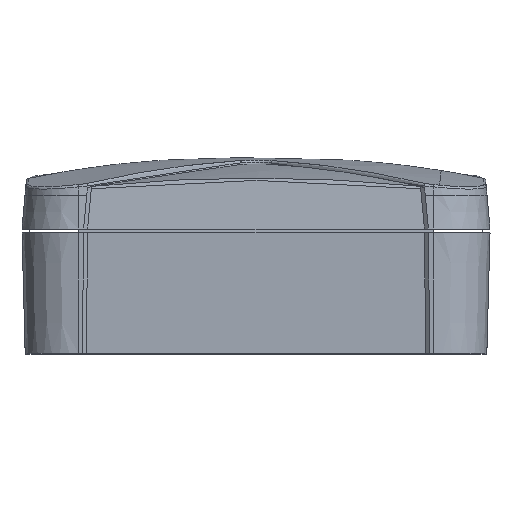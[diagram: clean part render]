
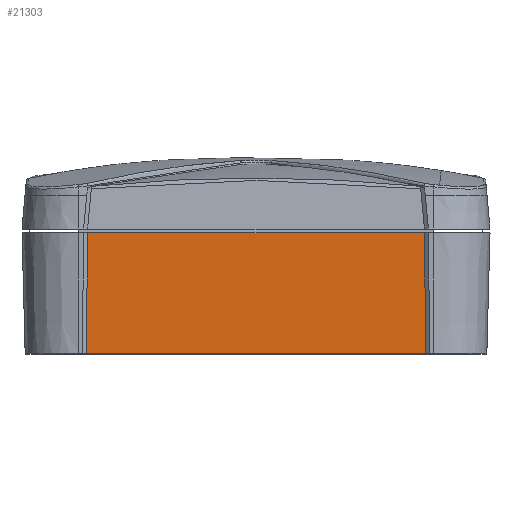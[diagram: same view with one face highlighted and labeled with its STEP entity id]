
A CAD part, top view. The second image highlights one B-rep face of the part: STEP entity #21303.
In plain terms, the highlighted planar face has unit normal (0, -0.026, 1).
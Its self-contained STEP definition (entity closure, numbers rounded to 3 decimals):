
#390 = LINE ( 'NONE', #1005, #12105 ) ;
#883 = DIRECTION ( 'NONE',  ( 0., -1., -0.026 ) ) ;
#942 = VECTOR ( 'NONE', #14563, 1000. ) ;
#1005 = CARTESIAN_POINT ( 'NONE',  ( -66.14, -3.311, 32.934 ) ) ;
#2662 = VERTEX_POINT ( 'NONE', #16139 ) ;
#2691 = VERTEX_POINT ( 'NONE', #30010 ) ;
#3917 = ORIENTED_EDGE ( 'NONE', *, *, #14783, .T. ) ;
#4438 = DIRECTION ( 'NONE',  ( 0., -0.026, 1. ) ) ;
#4652 = EDGE_LOOP ( 'NONE', ( #15910, #41543, #3917, #16969 ) ) ;
#10411 = EDGE_CURVE ( 'NONE', #18205, #2662, #41232, .T. ) ;
#12105 = VECTOR ( 'NONE', #13589, 1000. ) ;
#13589 = DIRECTION ( 'NONE',  ( 0.01, 1., 0.026 ) ) ;
#13725 = CARTESIAN_POINT ( 'NONE',  ( -66.14, -19.611, 32.507 ) ) ;
#14563 = DIRECTION ( 'NONE',  ( 1., 0., 0. ) ) ;
#14783 = EDGE_CURVE ( 'NONE', #38105, #2691, #26740, .T. ) ;
#15075 = CARTESIAN_POINT ( 'NONE',  ( -20.655, -3.311, 32.934 ) ) ;
#15910 = ORIENTED_EDGE ( 'NONE', *, *, #10411, .T. ) ;
#16139 = CARTESIAN_POINT ( 'NONE',  ( -66.14, -3.311, 32.934 ) ) ;
#16969 = ORIENTED_EDGE ( 'NONE', *, *, #27677, .T. ) ;
#17451 = FACE_OUTER_BOUND ( 'NONE', #4652, .T. ) ;
#18205 = VERTEX_POINT ( 'NONE', #15075 ) ;
#18344 = CARTESIAN_POINT ( 'NONE',  ( -66.14, -3.311, 32.934 ) ) ;
#19184 = DIRECTION ( 'NONE',  ( -0.01, 1., 0.026 ) ) ;
#21303 = ADVANCED_FACE ( 'NONE', ( #17451 ), #26706, .T. ) ;
#24014 = EDGE_CURVE ( 'NONE', #38105, #2662, #390, .T. ) ;
#24455 = DIRECTION ( 'NONE',  ( -1., 0., 0. ) ) ;
#26706 = PLANE ( 'NONE',  #41491 ) ;
#26740 = LINE ( 'NONE', #13725, #942 ) ;
#27677 = EDGE_CURVE ( 'NONE', #2691, #18205, #32437, .T. ) ;
#30010 = CARTESIAN_POINT ( 'NONE',  ( -20.487, -19.611, 32.507 ) ) ;
#32437 = LINE ( 'NONE', #32859, #41295 ) ;
#32859 = CARTESIAN_POINT ( 'NONE',  ( -20.655, -3.311, 32.934 ) ) ;
#33252 = CARTESIAN_POINT ( 'NONE',  ( -66.14, -3.311, 32.934 ) ) ;
#38105 = VERTEX_POINT ( 'NONE', #39528 ) ;
#38233 = VECTOR ( 'NONE', #24455, 1000. ) ;
#39528 = CARTESIAN_POINT ( 'NONE',  ( -66.308, -19.611, 32.507 ) ) ;
#41232 = LINE ( 'NONE', #18344, #38233 ) ;
#41295 = VECTOR ( 'NONE', #19184, 1000. ) ;
#41491 = AXIS2_PLACEMENT_3D ( 'NONE', #33252, #4438, #883 ) ;
#41543 = ORIENTED_EDGE ( 'NONE', *, *, #24014, .F. ) ;
